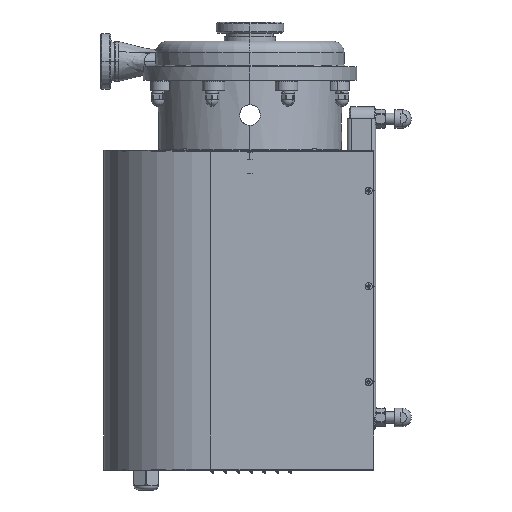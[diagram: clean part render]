
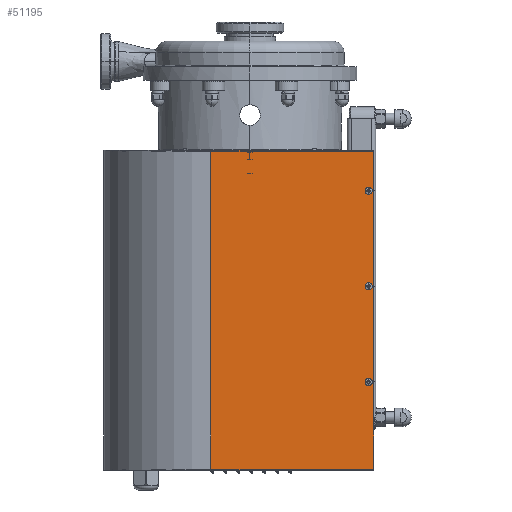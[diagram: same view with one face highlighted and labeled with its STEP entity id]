
A CAD part, left-side view. The second image highlights one B-rep face of the part: STEP entity #51195.
In plain terms, the highlighted planar face has unit normal (-1, 0, 0).
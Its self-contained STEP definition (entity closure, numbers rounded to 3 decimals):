
#856 = EDGE_LOOP ( 'NONE', ( #43393, #43394 ) ) ;
#862 = EDGE_LOOP ( 'NONE', ( #43395, #43396 ) ) ;
#8529 = AXIS2_PLACEMENT_3D ( 'NONE', #40582, #40584, #40585 ) ;
#8530 = AXIS2_PLACEMENT_3D ( 'NONE', #40598, #40600, #40601 ) ;
#8531 = AXIS2_PLACEMENT_3D ( 'NONE', #40557, #40580, #40581 ) ;
#8532 = AXIS2_PLACEMENT_3D ( 'NONE', #40579, #40586, #40587 ) ;
#8535 = AXIS2_PLACEMENT_3D ( 'NONE', #40593, #40596, #40597 ) ;
#8536 = AXIS2_PLACEMENT_3D ( 'NONE', #40595, #40602, #40603 ) ;
#9259 = AXIS2_PLACEMENT_3D ( 'NONE', #21841, #21842, #21843 ) ;
#13542 = CARTESIAN_POINT ( 'NONE',  ( -151., 383.856, -174. ) ) ;
#13544 = CARTESIAN_POINT ( 'NONE',  ( -151., 383.856, 55. ) ) ;
#13548 = CARTESIAN_POINT ( 'NONE',  ( -151., -66.144, 55. ) ) ;
#13552 = CARTESIAN_POINT ( 'NONE',  ( -151., 263.356, -167. ) ) ;
#13554 = CARTESIAN_POINT ( 'NONE',  ( -151., 256.356, -167. ) ) ;
#13556 = CARTESIAN_POINT ( 'NONE',  ( -151., 128.856, -167. ) ) ;
#13558 = CARTESIAN_POINT ( 'NONE',  ( -151., 121.856, -167. ) ) ;
#13560 = CARTESIAN_POINT ( 'NONE',  ( -151., -5.644, -167. ) ) ;
#13562 = CARTESIAN_POINT ( 'NONE',  ( -151., -12.644, -167. ) ) ;
#13564 = CARTESIAN_POINT ( 'NONE',  ( -151., -66.144, -174. ) ) ;
#20897 = FACE_BOUND ( 'NONE', #856, .T. ) ;
#20907 = FACE_BOUND ( 'NONE', #862, .T. ) ;
#20909 = FACE_BOUND ( 'NONE', #43699, .T. ) ;
#20911 = FACE_OUTER_BOUND ( 'NONE', #43700, .T. ) ;
#21838 = PLANE ( 'NONE',  #9259 ) ;
#21841 = CARTESIAN_POINT ( 'NONE',  ( -151., 383.856, -174. ) ) ;
#21842 = DIRECTION ( 'NONE',  ( 1., 0., 0. ) ) ;
#21843 = DIRECTION ( 'NONE',  ( 0., 1., 0. ) ) ;
#24673 = VECTOR ( 'NONE', #40570, 1000. ) ;
#24697 = LINE ( 'NONE', #40569, #24673 ) ;
#24711 = CIRCLE ( 'NONE', #8531, 3.5 ) ;
#24712 = VECTOR ( 'NONE', #40594, 1000. ) ;
#24713 = CIRCLE ( 'NONE', #8529, 3.5 ) ;
#24715 = CIRCLE ( 'NONE', #8532, 3.5 ) ;
#24716 = LINE ( 'NONE', #40604, #24720 ) ;
#24717 = LINE ( 'NONE', #40588, #24712 ) ;
#24719 = CIRCLE ( 'NONE', #8535, 3.5 ) ;
#24720 = VECTOR ( 'NONE', #40605, 1000. ) ;
#24721 = CIRCLE ( 'NONE', #8530, 3.5 ) ;
#24722 = CIRCLE ( 'NONE', #8536, 3.5 ) ;
#24723 = VECTOR ( 'NONE', #40613, 1000. ) ;
#24726 = LINE ( 'NONE', #40599, #24723 ) ;
#32246 = VERTEX_POINT ( 'NONE', #13542 ) ;
#32248 = VERTEX_POINT ( 'NONE', #13544 ) ;
#32251 = VERTEX_POINT ( 'NONE', #13548 ) ;
#32254 = VERTEX_POINT ( 'NONE', #13552 ) ;
#32256 = VERTEX_POINT ( 'NONE', #13554 ) ;
#32258 = VERTEX_POINT ( 'NONE', #13556 ) ;
#32260 = VERTEX_POINT ( 'NONE', #13558 ) ;
#32261 = VERTEX_POINT ( 'NONE', #13560 ) ;
#32262 = VERTEX_POINT ( 'NONE', #13562 ) ;
#32264 = VERTEX_POINT ( 'NONE', #13564 ) ;
#40557 = CARTESIAN_POINT ( 'NONE',  ( -151., -9.144, -167. ) ) ;
#40569 = CARTESIAN_POINT ( 'NONE',  ( -151., 383.856, -174. ) ) ;
#40570 = DIRECTION ( 'NONE',  ( 0., 0., 1. ) ) ;
#40579 = CARTESIAN_POINT ( 'NONE',  ( -151., 125.356, -167. ) ) ;
#40580 = DIRECTION ( 'NONE',  ( 1., 0., 0. ) ) ;
#40581 = DIRECTION ( 'NONE',  ( 0., 1., 0. ) ) ;
#40582 = CARTESIAN_POINT ( 'NONE',  ( -151., -9.144, -167. ) ) ;
#40584 = DIRECTION ( 'NONE',  ( 1., 0., 0. ) ) ;
#40585 = DIRECTION ( 'NONE',  ( 0., 1., 0. ) ) ;
#40586 = DIRECTION ( 'NONE',  ( 1., 0., 0. ) ) ;
#40587 = DIRECTION ( 'NONE',  ( 0., 1., 0. ) ) ;
#40588 = CARTESIAN_POINT ( 'NONE',  ( -151., 383.856, 55. ) ) ;
#40593 = CARTESIAN_POINT ( 'NONE',  ( -151., 259.856, -167. ) ) ;
#40594 = DIRECTION ( 'NONE',  ( 0., -1., 0. ) ) ;
#40595 = CARTESIAN_POINT ( 'NONE',  ( -151., 125.356, -167. ) ) ;
#40596 = DIRECTION ( 'NONE',  ( 1., 0., 0. ) ) ;
#40597 = DIRECTION ( 'NONE',  ( 0., 1., 0. ) ) ;
#40598 = CARTESIAN_POINT ( 'NONE',  ( -151., 259.856, -167. ) ) ;
#40599 = CARTESIAN_POINT ( 'NONE',  ( -151., 383.856, -174. ) ) ;
#40600 = DIRECTION ( 'NONE',  ( 1., 0., 0. ) ) ;
#40601 = DIRECTION ( 'NONE',  ( 0., 1., 0. ) ) ;
#40602 = DIRECTION ( 'NONE',  ( 1., 0., 0. ) ) ;
#40603 = DIRECTION ( 'NONE',  ( 0., 1., 0. ) ) ;
#40604 = CARTESIAN_POINT ( 'NONE',  ( -151., -66.144, -174. ) ) ;
#40605 = DIRECTION ( 'NONE',  ( 0., 0., 1. ) ) ;
#40613 = DIRECTION ( 'NONE',  ( 0., -1., 0. ) ) ;
#43393 = ORIENTED_EDGE ( 'NONE', *, *, #49697, .T. ) ;
#43394 = ORIENTED_EDGE ( 'NONE', *, *, #49696, .T. ) ;
#43395 = ORIENTED_EDGE ( 'NONE', *, *, #49698, .T. ) ;
#43396 = ORIENTED_EDGE ( 'NONE', *, *, #49692, .T. ) ;
#43397 = ORIENTED_EDGE ( 'NONE', *, *, #49690, .T. ) ;
#43398 = ORIENTED_EDGE ( 'NONE', *, *, #49691, .T. ) ;
#43399 = ORIENTED_EDGE ( 'NONE', *, *, #49699, .T. ) ;
#43400 = ORIENTED_EDGE ( 'NONE', *, *, #49695, .F. ) ;
#43401 = ORIENTED_EDGE ( 'NONE', *, *, #49685, .F. ) ;
#43402 = ORIENTED_EDGE ( 'NONE', *, *, #49702, .T. ) ;
#43699 = EDGE_LOOP ( 'NONE', ( #43397, #43398 ) ) ;
#43700 = EDGE_LOOP ( 'NONE', ( #43399, #43400, #43401, #43402 ) ) ;
#49685 = EDGE_CURVE ( 'NONE', #32246, #32248, #24697, .T. ) ;
#49690 = EDGE_CURVE ( 'NONE', #32261, #32262, #24711, .T. ) ;
#49691 = EDGE_CURVE ( 'NONE', #32262, #32261, #24713, .T. ) ;
#49692 = EDGE_CURVE ( 'NONE', #32260, #32258, #24715, .T. ) ;
#49695 = EDGE_CURVE ( 'NONE', #32248, #32251, #24717, .T. ) ;
#49696 = EDGE_CURVE ( 'NONE', #32256, #32254, #24719, .T. ) ;
#49697 = EDGE_CURVE ( 'NONE', #32254, #32256, #24721, .T. ) ;
#49698 = EDGE_CURVE ( 'NONE', #32258, #32260, #24722, .T. ) ;
#49699 = EDGE_CURVE ( 'NONE', #32264, #32251, #24716, .T. ) ;
#49702 = EDGE_CURVE ( 'NONE', #32246, #32264, #24726, .T. ) ;
#51195 = ADVANCED_FACE ( 'NONE', ( #20897, #20907, #20909, #20911 ), #21838, .F. ) ;
